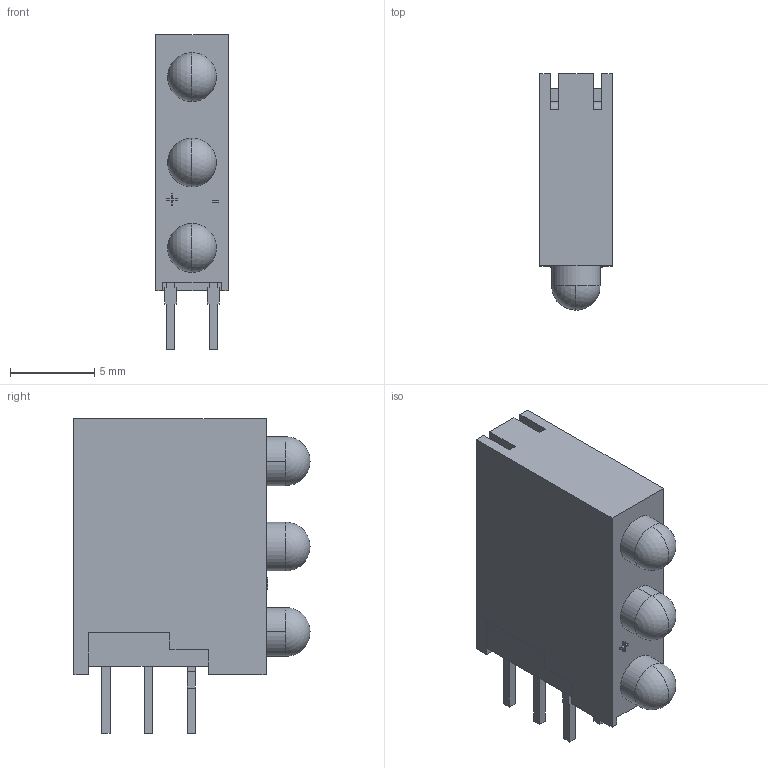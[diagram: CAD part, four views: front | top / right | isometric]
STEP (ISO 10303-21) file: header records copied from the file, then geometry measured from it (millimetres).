
FILE_DESCRIPTION(('FreeCAD Model'),'2;1');
FILE_NAME( '934SA_sp.step', '2018-06-06T10:46:07',('kicad StepUp'),('ksu MCAD'), 'Open CASCADE STEP processor 6.8','FreeCAD','Unknown');
FILE_SCHEMA(('AUTOMOTIVE_DESIGN_CC2 { 1 2 10303 214 -1 1 5 4 }'));
Length unit declared in the file: millimetre
Products named in the file (1): 934SA_sp
Bounding box: 4.32 x 14.05 x 18.74 mm (x, y, z)
Volume: 755.1 mm3; surface area: 772.5 mm2
Topology: 1 solids, 1 shells, 398 faces, 1076 edges, 711 vertices
Faces by surface type: plane 268, bspline 116, cylinder 8, sphere 6
Entity records: 20583 total; most frequent: CARTESIAN_POINT 8568, ORIENTED_EDGE 2140, DIRECTION 1432, EDGE_CURVE 1070, LINE 810, VECTOR 810, VERTEX_POINT 711, FACE_BOUND 435
